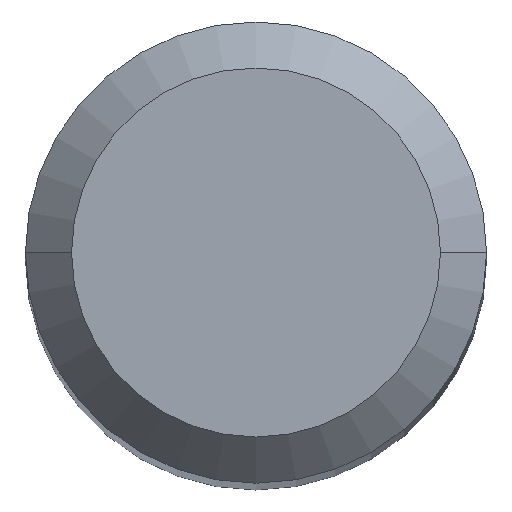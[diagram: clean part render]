
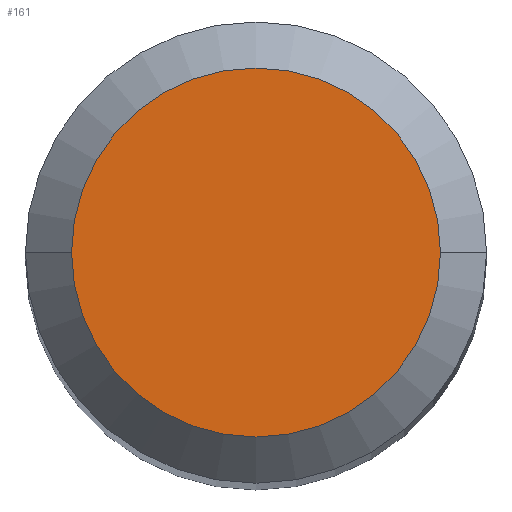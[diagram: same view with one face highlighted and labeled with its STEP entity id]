
A CAD part, top view. The second image highlights one B-rep face of the part: STEP entity #161.
In plain terms, the highlighted planar face has unit normal (0, 0, 1).
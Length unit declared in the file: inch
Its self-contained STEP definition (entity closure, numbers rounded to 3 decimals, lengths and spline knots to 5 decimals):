
#30 = AXIS2_PLACEMENT_3D ( 'NONE', #193, #473, #361 ) ;
#64 = VERTEX_POINT ( 'NONE', #488 ) ;
#90 = CARTESIAN_POINT ( 'NONE',  ( 0., 0., 0. ) ) ;
#131 = AXIS2_PLACEMENT_3D ( 'NONE', #261, #374, #443 ) ;
#161 = ADVANCED_FACE ( 'NONE', ( #337 ), #475, .F. ) ;
#193 = CARTESIAN_POINT ( 'NONE',  ( 0., 0., 0. ) ) ;
#196 = ORIENTED_EDGE ( 'NONE', *, *, #370, .T. ) ;
#244 = DIRECTION ( 'NONE',  ( 0., 0., 1. ) ) ;
#261 = CARTESIAN_POINT ( 'NONE',  ( 0., 0., 0. ) ) ;
#275 = EDGE_LOOP ( 'NONE', ( #196, #436 ) ) ;
#328 = EDGE_CURVE ( 'NONE', #64, #368, #342, .T. ) ;
#337 = FACE_OUTER_BOUND ( 'NONE', #275, .T. ) ;
#342 = CIRCLE ( 'NONE', #30, 0.04724 ) ;
#361 = DIRECTION ( 'NONE',  ( 1., 0., 0. ) ) ;
#368 = VERTEX_POINT ( 'NONE', #438 ) ;
#370 = EDGE_CURVE ( 'NONE', #368, #64, #424, .T. ) ;
#374 = DIRECTION ( 'NONE',  ( 0., 0., -1. ) ) ;
#399 = DIRECTION ( 'NONE',  ( 1., 0., 0. ) ) ;
#424 = CIRCLE ( 'NONE', #456, 0.04724 ) ;
#436 = ORIENTED_EDGE ( 'NONE', *, *, #328, .T. ) ;
#438 = CARTESIAN_POINT ( 'NONE',  ( -0.04724, 0., 0. ) ) ;
#443 = DIRECTION ( 'NONE',  ( -1., 0., 0. ) ) ;
#456 = AXIS2_PLACEMENT_3D ( 'NONE', #90, #244, #399 ) ;
#473 = DIRECTION ( 'NONE',  ( 0., 0., 1. ) ) ;
#475 = PLANE ( 'NONE',  #131 ) ;
#488 = CARTESIAN_POINT ( 'NONE',  ( 0.04724, 0., 0. ) ) ;
